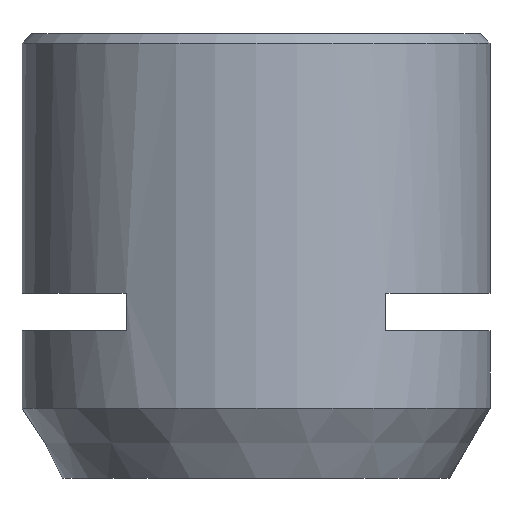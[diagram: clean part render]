
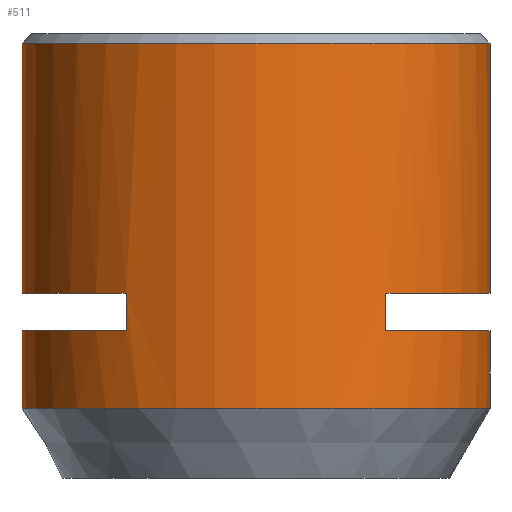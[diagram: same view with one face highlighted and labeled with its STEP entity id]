
A CAD part, front view. The second image highlights one B-rep face of the part: STEP entity #511.
In plain terms, the highlighted cylindrical face has radius 5 mm (diameter 10 mm), a full revolution.
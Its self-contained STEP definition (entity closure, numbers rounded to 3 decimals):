
#44=LINE('',#731,#60);
#45=LINE('',#735,#61);
#46=LINE('',#736,#62);
#47=LINE('',#741,#63);
#60=VECTOR('',#615,1000.);
#61=VECTOR('',#618,1000.);
#62=VECTOR('',#619,1000.);
#63=VECTOR('',#622,1000.);
#82=ORIENTED_EDGE('',*,*,#162,.T.);
#83=ORIENTED_EDGE('',*,*,#163,.F.);
#84=ORIENTED_EDGE('',*,*,#164,.F.);
#85=ORIENTED_EDGE('',*,*,#165,.T.);
#86=ORIENTED_EDGE('',*,*,#166,.F.);
#87=ORIENTED_EDGE('',*,*,#167,.F.);
#88=ORIENTED_EDGE('',*,*,#168,.T.);
#89=ORIENTED_EDGE('',*,*,#169,.F.);
#90=ORIENTED_EDGE('',*,*,#170,.F.);
#91=ORIENTED_EDGE('',*,*,#171,.F.);
#162=EDGE_CURVE('',#202,#202,#230,.T.);
#163=EDGE_CURVE('',#203,#203,#231,.T.);
#164=EDGE_CURVE('',#204,#205,#232,.F.);
#165=EDGE_CURVE('',#204,#206,#44,.F.);
#166=EDGE_CURVE('',#207,#206,#233,.F.);
#167=EDGE_CURVE('',#205,#207,#45,.F.);
#168=EDGE_CURVE('',#208,#209,#46,.T.);
#169=EDGE_CURVE('',#210,#209,#234,.F.);
#170=EDGE_CURVE('',#211,#210,#47,.T.);
#171=EDGE_CURVE('',#208,#211,#235,.F.);
#202=VERTEX_POINT('',#725);
#203=VERTEX_POINT('',#727);
#204=VERTEX_POINT('',#729);
#205=VERTEX_POINT('',#730);
#206=VERTEX_POINT('',#732);
#207=VERTEX_POINT('',#734);
#208=VERTEX_POINT('',#737);
#209=VERTEX_POINT('',#738);
#210=VERTEX_POINT('',#740);
#211=VERTEX_POINT('',#742);
#230=CIRCLE('',#547,5.);
#231=CIRCLE('',#548,5.);
#232=CIRCLE('',#549,5.);
#233=CIRCLE('',#550,5.);
#234=CIRCLE('',#551,5.);
#235=CIRCLE('',#552,5.);
#252=EDGE_LOOP('',(#82));
#253=EDGE_LOOP('',(#83));
#254=EDGE_LOOP('',(#84,#85,#86,#87));
#255=EDGE_LOOP('',(#88,#89,#90,#91));
#296=FACE_BOUND('',#252,.T.);
#297=FACE_BOUND('',#253,.T.);
#298=FACE_BOUND('',#254,.T.);
#299=FACE_BOUND('',#255,.T.);
#337=CYLINDRICAL_SURFACE('',#546,5.);
#511=ADVANCED_FACE('',(#296,#297,#298,#299),#337,.T.);
#546=AXIS2_PLACEMENT_3D('',#723,#607,#608);
#547=AXIS2_PLACEMENT_3D('',#724,#609,#610);
#548=AXIS2_PLACEMENT_3D('',#726,#611,#612);
#549=AXIS2_PLACEMENT_3D('',#728,#613,#614);
#550=AXIS2_PLACEMENT_3D('',#733,#616,#617);
#551=AXIS2_PLACEMENT_3D('',#739,#620,#621);
#552=AXIS2_PLACEMENT_3D('',#743,#623,#624);
#607=DIRECTION('',(0.,0.,1.));
#608=DIRECTION('',(1.,0.,0.));
#609=DIRECTION('',(0.,0.,1.));
#610=DIRECTION('',(1.,0.,0.));
#611=DIRECTION('',(0.,0.,1.));
#612=DIRECTION('',(1.,0.,0.));
#613=DIRECTION('',(0.,0.,1.));
#614=DIRECTION('',(1.,0.,0.));
#615=DIRECTION('',(0.,0.,1.));
#616=DIRECTION('',(0.,0.,-1.));
#617=DIRECTION('',(-1.,0.,0.));
#618=DIRECTION('',(0.,0.,1.));
#619=DIRECTION('',(0.,0.,1.));
#620=DIRECTION('',(0.,0.,1.));
#621=DIRECTION('',(1.,0.,0.));
#622=DIRECTION('',(0.,0.,1.));
#623=DIRECTION('',(0.,0.,-1.));
#624=DIRECTION('',(-1.,0.,0.));
#723=CARTESIAN_POINT('',(0.,0.,60.));
#724=CARTESIAN_POINT('',(0.,0.,1.5));
#725=CARTESIAN_POINT('',(5.,0.,1.5));
#726=CARTESIAN_POINT('',(0.,0.,9.3));
#727=CARTESIAN_POINT('',(5.,0.,9.3));
#728=CARTESIAN_POINT('',(0.,0.,3.95));
#729=CARTESIAN_POINT('',(2.775,4.159,3.95));
#730=CARTESIAN_POINT('',(2.775,-4.159,3.95));
#731=CARTESIAN_POINT('',(2.775,4.159,60.));
#732=CARTESIAN_POINT('',(2.775,4.159,3.15));
#733=CARTESIAN_POINT('',(0.,0.,3.15));
#734=CARTESIAN_POINT('',(2.775,-4.159,3.15));
#735=CARTESIAN_POINT('',(2.775,-4.159,60.));
#736=CARTESIAN_POINT('',(-2.775,4.159,60.));
#737=CARTESIAN_POINT('',(-2.775,4.159,3.15));
#738=CARTESIAN_POINT('',(-2.775,4.159,3.95));
#739=CARTESIAN_POINT('',(0.,0.,3.95));
#740=CARTESIAN_POINT('',(-2.775,-4.159,3.95));
#741=CARTESIAN_POINT('',(-2.775,-4.159,60.));
#742=CARTESIAN_POINT('',(-2.775,-4.159,3.15));
#743=CARTESIAN_POINT('',(0.,0.,3.15));
